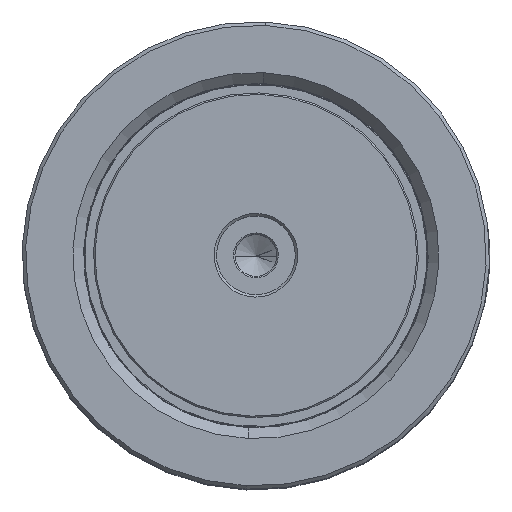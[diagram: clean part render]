
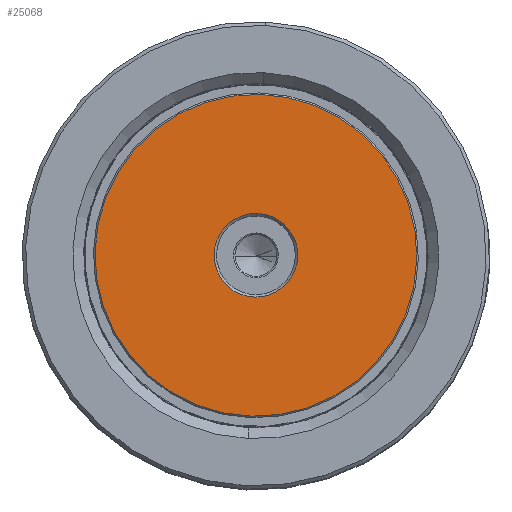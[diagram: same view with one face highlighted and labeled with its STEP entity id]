
A CAD part, top view. The second image highlights one B-rep face of the part: STEP entity #25068.
In plain terms, the highlighted face is planar.
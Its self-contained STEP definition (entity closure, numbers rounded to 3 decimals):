
#3399 = CARTESIAN_POINT ( 'NONE',  ( 0., 0., 0. ) ) ;
#3721 = DIRECTION ( 'NONE',  ( 0., 0., -1. ) ) ;
#3907 = EDGE_LOOP ( 'NONE', ( #13432, #23003 ) ) ;
#4244 = AXIS2_PLACEMENT_3D ( 'NONE', #3399, #41425, #10385 ) ;
#7229 = VERTEX_POINT ( 'NONE', #45761 ) ;
#7974 = EDGE_CURVE ( 'NONE', #7229, #9512, #43699, .T. ) ;
#8146 = VERTEX_POINT ( 'NONE', #23877 ) ;
#8580 = DIRECTION ( 'NONE',  ( 0., 0., 1. ) ) ;
#9223 = ORIENTED_EDGE ( 'NONE', *, *, #22058, .T. ) ;
#9512 = VERTEX_POINT ( 'NONE', #11165 ) ;
#10385 = DIRECTION ( 'NONE',  ( 1., 0., 0. ) ) ;
#11165 = CARTESIAN_POINT ( 'NONE',  ( 32.7, 0., 0. ) ) ;
#12123 = EDGE_CURVE ( 'NONE', #48150, #8146, #45380, .T. ) ;
#12763 = FACE_OUTER_BOUND ( 'NONE', #40245, .T. ) ;
#13432 = ORIENTED_EDGE ( 'NONE', *, *, #27250, .T. ) ;
#13800 = AXIS2_PLACEMENT_3D ( 'NONE', #15265, #3721, #33775 ) ;
#14603 = DIRECTION ( 'NONE',  ( 1., 0., 0. ) ) ;
#15265 = CARTESIAN_POINT ( 'NONE',  ( 0., 0., 0. ) ) ;
#17149 = CARTESIAN_POINT ( 'NONE',  ( 0., 0., 0. ) ) ;
#17417 = ORIENTED_EDGE ( 'NONE', *, *, #7974, .T. ) ;
#21158 = DIRECTION ( 'NONE',  ( 1., 0., 0. ) ) ;
#21331 = AXIS2_PLACEMENT_3D ( 'NONE', #36811, #41111, #14603 ) ;
#22058 = EDGE_CURVE ( 'NONE', #9512, #7229, #29543, .T. ) ;
#22239 = AXIS2_PLACEMENT_3D ( 'NONE', #17149, #44037, #21158 ) ;
#23003 = ORIENTED_EDGE ( 'NONE', *, *, #12123, .T. ) ;
#23467 = AXIS2_PLACEMENT_3D ( 'NONE', #23752, #8580, #38809 ) ;
#23752 = CARTESIAN_POINT ( 'NONE',  ( 0., 0., 0. ) ) ;
#23877 = CARTESIAN_POINT ( 'NONE',  ( -8.5, 0., 0. ) ) ;
#25068 = ADVANCED_FACE ( 'NONE', ( #12763, #28890 ), #27251, .F. ) ;
#27250 = EDGE_CURVE ( 'NONE', #8146, #48150, #40764, .T. ) ;
#27251 = PLANE ( 'NONE',  #23467 ) ;
#28890 = FACE_BOUND ( 'NONE', #3907, .T. ) ;
#29543 = CIRCLE ( 'NONE', #4244, 32.7 ) ;
#33775 = DIRECTION ( 'NONE',  ( 1., 0., 0. ) ) ;
#36811 = CARTESIAN_POINT ( 'NONE',  ( 0., 0., 0. ) ) ;
#38809 = DIRECTION ( 'NONE',  ( 1., 0., 0. ) ) ;
#40245 = EDGE_LOOP ( 'NONE', ( #9223, #17417 ) ) ;
#40764 = CIRCLE ( 'NONE', #22239, 8.5 ) ;
#41111 = DIRECTION ( 'NONE',  ( 0., 0., 1. ) ) ;
#41425 = DIRECTION ( 'NONE',  ( 0., 0., -1. ) ) ;
#41901 = CARTESIAN_POINT ( 'NONE',  ( 8.5, 0., 0. ) ) ;
#43699 = CIRCLE ( 'NONE', #13800, 32.7 ) ;
#44037 = DIRECTION ( 'NONE',  ( 0., 0., 1. ) ) ;
#45380 = CIRCLE ( 'NONE', #21331, 8.5 ) ;
#45761 = CARTESIAN_POINT ( 'NONE',  ( -32.7, 0., 0. ) ) ;
#48150 = VERTEX_POINT ( 'NONE', #41901 ) ;
